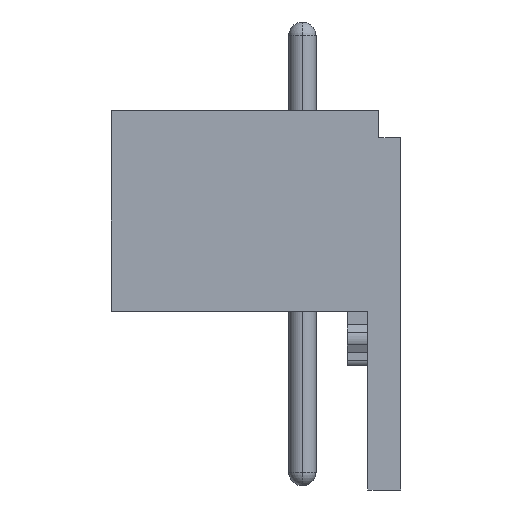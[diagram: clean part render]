
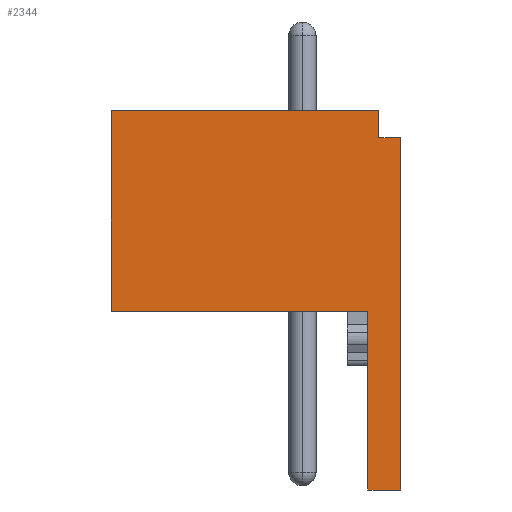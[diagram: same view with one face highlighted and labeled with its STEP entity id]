
A CAD part, front view. The second image highlights one B-rep face of the part: STEP entity #2344.
In plain terms, the highlighted planar face has unit normal (0, -1, 0).
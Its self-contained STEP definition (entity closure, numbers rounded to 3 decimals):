
#1=DIRECTION('',(1.,0.,0.));
#2=VECTOR('',#1,9.8);
#3=CARTESIAN_POINT('',(0.,0.,0.));
#4=LINE('',#3,#2);
#5=DIRECTION('',(0.,0.,-1.));
#6=VECTOR('',#5,1.);
#7=CARTESIAN_POINT('',(9.8,0.,0.));
#8=LINE('',#7,#6);
#9=DIRECTION('',(1.,0.,0.));
#10=VECTOR('',#9,0.8);
#11=CARTESIAN_POINT('',(9.8,0.,-1.));
#12=LINE('',#11,#10);
#13=DIRECTION('',(0.,0.,-1.));
#14=VECTOR('',#13,12.9);
#15=CARTESIAN_POINT('',(10.6,0.,-1.));
#16=LINE('',#15,#14);
#17=DIRECTION('',(-1.,0.,0.));
#18=VECTOR('',#17,1.2);
#19=CARTESIAN_POINT('',(10.6,0.,-13.9));
#20=LINE('',#19,#18);
#21=DIRECTION('',(0.,0.,1.));
#22=VECTOR('',#21,6.55);
#23=CARTESIAN_POINT('',(9.4,0.,-13.9));
#24=LINE('',#23,#22);
#25=DIRECTION('',(-1.,0.,0.));
#26=VECTOR('',#25,9.4);
#27=CARTESIAN_POINT('',(9.4,0.,-7.35));
#28=LINE('',#27,#26);
#29=DIRECTION('',(0.,0.,1.));
#30=VECTOR('',#29,7.35);
#31=CARTESIAN_POINT('',(0.,0.,-7.35));
#32=LINE('',#31,#30);
#1817=CARTESIAN_POINT('',(0.,0.,0.));
#1818=CARTESIAN_POINT('',(9.8,0.,0.));
#1819=VERTEX_POINT('',#1817);
#1820=VERTEX_POINT('',#1818);
#1821=CARTESIAN_POINT('',(9.8,0.,-1.));
#1822=VERTEX_POINT('',#1821);
#1823=CARTESIAN_POINT('',(10.6,0.,-1.));
#1824=VERTEX_POINT('',#1823);
#1825=CARTESIAN_POINT('',(10.6,0.,-13.9));
#1826=VERTEX_POINT('',#1825);
#1827=CARTESIAN_POINT('',(9.4,0.,-13.9));
#1828=VERTEX_POINT('',#1827);
#1829=CARTESIAN_POINT('',(9.4,0.,-7.35));
#1830=VERTEX_POINT('',#1829);
#1831=CARTESIAN_POINT('',(0.,0.,-7.35));
#1832=VERTEX_POINT('',#1831);
#2321=CARTESIAN_POINT('',(0.,0.,0.));
#2322=DIRECTION('',(0.,1.,0.));
#2323=DIRECTION('',(1.,0.,0.));
#2324=AXIS2_PLACEMENT_3D('',#2321,#2322,#2323);
#2325=PLANE('',#2324);
#2327=ORIENTED_EDGE('',*,*,#2326,.T.);
#2329=ORIENTED_EDGE('',*,*,#2328,.T.);
#2331=ORIENTED_EDGE('',*,*,#2330,.T.);
#2333=ORIENTED_EDGE('',*,*,#2332,.T.);
#2335=ORIENTED_EDGE('',*,*,#2334,.T.);
#2337=ORIENTED_EDGE('',*,*,#2336,.T.);
#2339=ORIENTED_EDGE('',*,*,#2338,.T.);
#2341=ORIENTED_EDGE('',*,*,#2340,.T.);
#2342=EDGE_LOOP('',(#2327,#2329,#2331,#2333,#2335,#2337,#2339,#2341));
#2343=FACE_OUTER_BOUND('',#2342,.F.);
#2344=ADVANCED_FACE('',(#2343),#2325,.F.);
#2326=EDGE_CURVE('',#1819,#1820,#4,.T.);
#2328=EDGE_CURVE('',#1820,#1822,#8,.T.);
#2330=EDGE_CURVE('',#1822,#1824,#12,.T.);
#2332=EDGE_CURVE('',#1824,#1826,#16,.T.);
#2334=EDGE_CURVE('',#1826,#1828,#20,.T.);
#2336=EDGE_CURVE('',#1828,#1830,#24,.T.);
#2338=EDGE_CURVE('',#1830,#1832,#28,.T.);
#2340=EDGE_CURVE('',#1832,#1819,#32,.T.);
